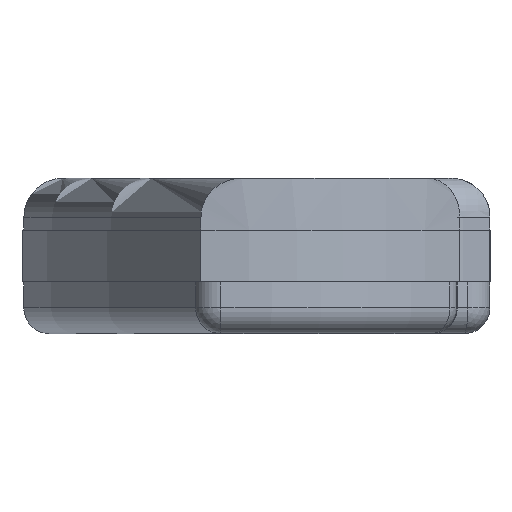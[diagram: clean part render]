
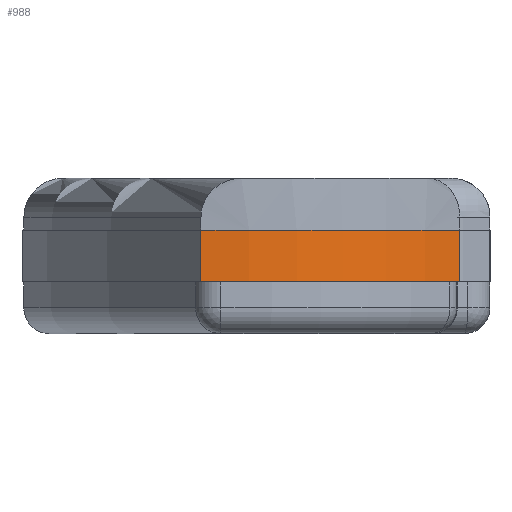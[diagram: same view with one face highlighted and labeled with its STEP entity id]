
A CAD part, left-side view. The second image highlights one B-rep face of the part: STEP entity #988.
In plain terms, the highlighted cylindrical face has radius 25 mm (diameter 50 mm), a partial arc.
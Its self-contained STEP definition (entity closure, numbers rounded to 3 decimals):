
#68=CYLINDRICAL_SURFACE($,#1068,25.);
#98=FACE_OUTER_BOUND($,#161,.T.);
#161=EDGE_LOOP($,(#698,#699,#700,#701));
#222=CIRCLE($,#1059,25.);
#228=CIRCLE($,#1069,25.);
#315=LINE($,#1600,#382);
#316=LINE($,#1604,#383);
#382=VECTOR($,#1237,4.);
#383=VECTOR($,#1242,4.);
#444=VERTEX_POINT($,#1572);
#445=VERTEX_POINT($,#1574);
#454=VERTEX_POINT($,#1598);
#455=VERTEX_POINT($,#1602);
#534=EDGE_CURVE($,#444,#445,#222,.T.);
#547=EDGE_CURVE($,#444,#454,#315,.T.);
#548=EDGE_CURVE($,#455,#454,#228,.T.);
#549=EDGE_CURVE($,#445,#455,#316,.T.);
#698=ORIENTED_EDGE($,*,*,#547,.T.);
#699=ORIENTED_EDGE($,*,*,#548,.F.);
#700=ORIENTED_EDGE($,*,*,#549,.F.);
#701=ORIENTED_EDGE($,*,*,#534,.F.);
#988=ADVANCED_FACE($,(#98),#68,.T.);
#1059=AXIS2_PLACEMENT_3D($,#1575,#1212,#1213);
#1068=AXIS2_PLACEMENT_3D($,#1601,#1238,#1239);
#1069=AXIS2_PLACEMENT_3D($,#1603,#1240,#1241);
#1212=DIRECTION('center_axis',(0.,0.,-1.));
#1213=DIRECTION('ref_axis',(-0.998,0.056,0.));
#1237=DIRECTION($,(0.,0.,1.));
#1238=DIRECTION('center_axis',(0.,0.,1.));
#1239=DIRECTION('ref_axis',(-0.998,0.056,0.));
#1240=DIRECTION('center_axis',(0.,0.,1.));
#1241=DIRECTION('ref_axis',(-0.998,0.056,0.));
#1242=DIRECTION($,(0.,0.,1.));
#1572=CARTESIAN_POINT('',(-92.,-1.028,-2.));
#1574=CARTESIAN_POINT('',(-100.267,18.972,-2.));
#1575=CARTESIAN_POINT('Origin',(-75.306,17.581,-2.));
#1598=CARTESIAN_POINT('',(-92.,-1.028,2.));
#1600=CARTESIAN_POINT($,(-92.,-1.028,0.));
#1601=CARTESIAN_POINT('Origin',(-75.306,17.581,0.));
#1602=CARTESIAN_POINT('',(-100.267,18.972,2.));
#1603=CARTESIAN_POINT('Origin',(-75.306,17.581,2.));
#1604=CARTESIAN_POINT($,(-100.267,18.972,0.));
